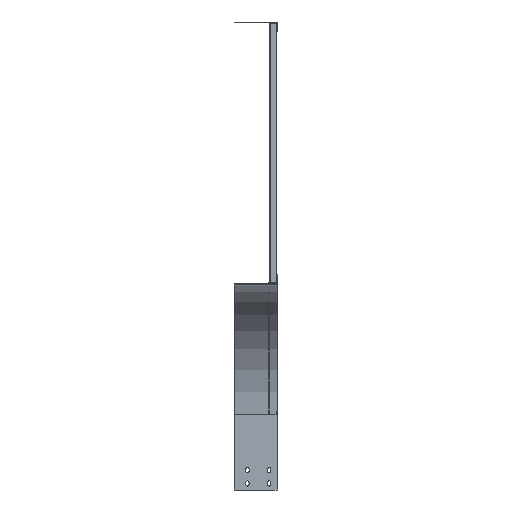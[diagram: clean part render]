
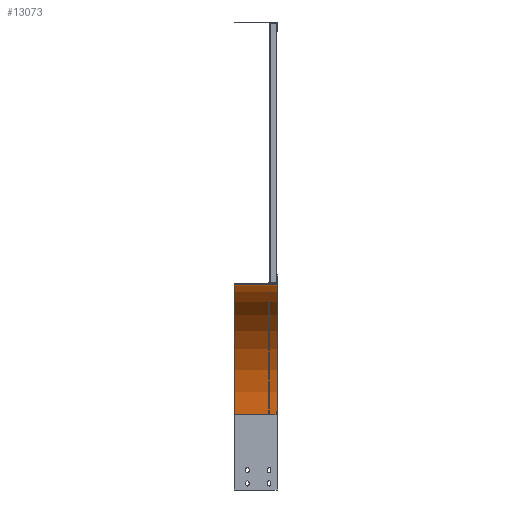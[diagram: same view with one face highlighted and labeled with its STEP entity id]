
A CAD part, left-side view. The second image highlights one B-rep face of the part: STEP entity #13073.
In plain terms, the highlighted cylindrical face has radius 298.8 mm (diameter 597.6 mm), a partial arc.
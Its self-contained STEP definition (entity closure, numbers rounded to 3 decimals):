
#1141 = FACE_OUTER_BOUND ( 'NONE', #4576, .T. ) ;
#1148 = CYLINDRICAL_SURFACE ( 'NONE', #9496, 298.8 ) ;
#1269 = CIRCLE ( 'NONE', #9476, 298.8 ) ;
#4576 = EDGE_LOOP ( 'NONE', ( #7874, #8790, #8574, #7938 ) ) ;
#5453 = LINE ( 'NONE', #6804, #5455 ) ;
#5455 = VECTOR ( 'NONE', #6805, 1000. ) ;
#5544 = CIRCLE ( 'NONE', #9421, 298.8 ) ;
#5685 = LINE ( 'NONE', #14220, #5688 ) ;
#5688 = VECTOR ( 'NONE', #14222, 1000. ) ;
#6804 = CARTESIAN_POINT ( 'NONE',  ( -600., -18., -2.6 ) ) ;
#6805 = DIRECTION ( 'NONE',  ( 0., -1., 0. ) ) ;
#7385 = DIRECTION ( 'NONE',  ( 1., 0., 0. ) ) ;
#7390 = DIRECTION ( 'NONE',  ( 0., 1., 0. ) ) ;
#7392 = CARTESIAN_POINT ( 'NONE',  ( -600., -19.8, -301.4 ) ) ;
#7539 = CARTESIAN_POINT ( 'NONE',  ( -600., -18., -301.4 ) ) ;
#7540 = DIRECTION ( 'NONE',  ( 0., 1., 0. ) ) ;
#7541 = DIRECTION ( 'NONE',  ( 1., 0., 0. ) ) ;
#7874 = ORIENTED_EDGE ( 'NONE', *, *, #13430, .F. ) ;
#7938 = ORIENTED_EDGE ( 'NONE', *, *, #13811, .F. ) ;
#8574 = ORIENTED_EDGE ( 'NONE', *, *, #13738, .T. ) ;
#8790 = ORIENTED_EDGE ( 'NONE', *, *, #13680, .F. ) ;
#9421 = AXIS2_PLACEMENT_3D ( 'NONE', #14048, #14049, #14050 ) ;
#9476 = AXIS2_PLACEMENT_3D ( 'NONE', #7539, #7540, #7541 ) ;
#9496 = AXIS2_PLACEMENT_3D ( 'NONE', #7392, #7390, #7385 ) ;
#9898 = CARTESIAN_POINT ( 'NONE',  ( -301.2, -18., -301.4 ) ) ;
#9929 = CARTESIAN_POINT ( 'NONE',  ( -301.2, 80.201, -301.4 ) ) ;
#9961 = CARTESIAN_POINT ( 'NONE',  ( -600., -18., -2.6 ) ) ;
#9972 = CARTESIAN_POINT ( 'NONE',  ( -600., 80.201, -2.6 ) ) ;
#10977 = VERTEX_POINT ( 'NONE', #9898 ) ;
#11008 = VERTEX_POINT ( 'NONE', #9929 ) ;
#11040 = VERTEX_POINT ( 'NONE', #9961 ) ;
#11051 = VERTEX_POINT ( 'NONE', #9972 ) ;
#13073 = ADVANCED_FACE ( 'NONE', ( #1141 ), #1148, .F. ) ;
#13430 = EDGE_CURVE ( 'NONE', #11040, #10977, #1269, .T. ) ;
#13680 = EDGE_CURVE ( 'NONE', #11051, #11040, #5453, .T. ) ;
#13738 = EDGE_CURVE ( 'NONE', #11051, #11008, #5544, .T. ) ;
#13811 = EDGE_CURVE ( 'NONE', #10977, #11008, #5685, .T. ) ;
#14048 = CARTESIAN_POINT ( 'NONE',  ( -600., 80.201, -301.4 ) ) ;
#14049 = DIRECTION ( 'NONE',  ( 0., 1., 0. ) ) ;
#14050 = DIRECTION ( 'NONE',  ( 1., 0., 0. ) ) ;
#14220 = CARTESIAN_POINT ( 'NONE',  ( -301.2, 64.26, -301.4 ) ) ;
#14222 = DIRECTION ( 'NONE',  ( 0., 1., 0. ) ) ;
